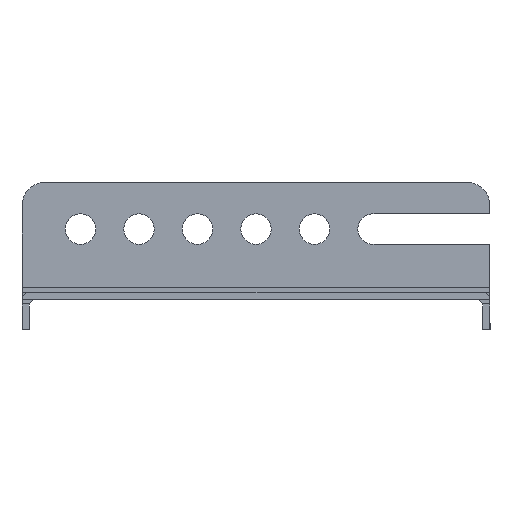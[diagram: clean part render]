
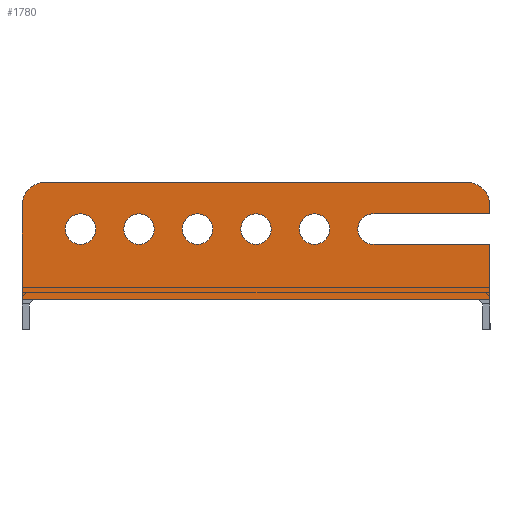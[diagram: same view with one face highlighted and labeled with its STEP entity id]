
A CAD part, left-side view. The second image highlights one B-rep face of the part: STEP entity #1780.
In plain terms, the highlighted planar face has unit normal (-1, 0, 0).
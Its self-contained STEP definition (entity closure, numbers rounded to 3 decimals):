
#26 = FACE_BOUND ( 'NONE', #1417, .T. ) ;
#51 = DIRECTION ( 'NONE',  ( 0., 0., -1. ) ) ;
#59 = CARTESIAN_POINT ( 'NONE',  ( -453., 12.5, 13.5 ) ) ;
#60 = VERTEX_POINT ( 'NONE', #1030 ) ;
#61 = CARTESIAN_POINT ( 'NONE',  ( -453., -50., 1. ) ) ;
#64 = EDGE_LOOP ( 'NONE', ( #602 ) ) ;
#89 = ORIENTED_EDGE ( 'NONE', *, *, #1434, .T. ) ;
#90 = EDGE_LOOP ( 'NONE', ( #253 ) ) ;
#94 = EDGE_CURVE ( 'NONE', #842, #60, #623, .T. ) ;
#105 = VERTEX_POINT ( 'NONE', #1759 ) ;
#119 = CARTESIAN_POINT ( 'NONE',  ( -453., 50., 0. ) ) ;
#146 = EDGE_LOOP ( 'NONE', ( #1188, #701, #953, #432, #660, #1381, #1016, #292, #1818, #1509, #414, #1641 ) ) ;
#164 = CIRCLE ( 'NONE', #1844, 5. ) ;
#169 = DIRECTION ( 'NONE',  ( 1., 0., 0. ) ) ;
#179 = CARTESIAN_POINT ( 'NONE',  ( -453., 0., 13.5 ) ) ;
#182 = VERTEX_POINT ( 'NONE', #1081 ) ;
#199 = VERTEX_POINT ( 'NONE', #896 ) ;
#209 = AXIS2_PLACEMENT_3D ( 'NONE', #1686, #696, #1555 ) ;
#210 = CARTESIAN_POINT ( 'NONE',  ( -453., -12.5, 10.25 ) ) ;
#222 = LINE ( 'NONE', #606, #1301 ) ;
#241 = CIRCLE ( 'NONE', #1229, 3.25 ) ;
#253 = ORIENTED_EDGE ( 'NONE', *, *, #1384, .T. ) ;
#283 = CARTESIAN_POINT ( 'NONE',  ( -453., -53.536, -1.5 ) ) ;
#292 = ORIENTED_EDGE ( 'NONE', *, *, #763, .F. ) ;
#312 = DIRECTION ( 'NONE',  ( 0., -1., 0. ) ) ;
#350 = FACE_OUTER_BOUND ( 'NONE', #146, .T. ) ;
#356 = CARTESIAN_POINT ( 'NONE',  ( -453., -50., -1.5 ) ) ;
#396 = DIRECTION ( 'NONE',  ( 0., 0., 1. ) ) ;
#399 = FACE_BOUND ( 'NONE', #1591, .T. ) ;
#404 = EDGE_CURVE ( 'NONE', #1282, #906, #830, .T. ) ;
#405 = VECTOR ( 'NONE', #1040, 1000. ) ;
#406 = AXIS2_PLACEMENT_3D ( 'NONE', #410, #844, #1838 ) ;
#410 = CARTESIAN_POINT ( 'NONE',  ( -453., 25., 13.5 ) ) ;
#414 = ORIENTED_EDGE ( 'NONE', *, *, #404, .T. ) ;
#417 = DIRECTION ( 'NONE',  ( -1., 0., 0. ) ) ;
#418 = VERTEX_POINT ( 'NONE', #1073 ) ;
#420 = CIRCLE ( 'NONE', #1699, 3.25 ) ;
#432 = ORIENTED_EDGE ( 'NONE', *, *, #861, .T. ) ;
#441 = CARTESIAN_POINT ( 'NONE',  ( -453., 0., 0. ) ) ;
#464 = VECTOR ( 'NONE', #1488, 1000. ) ;
#468 = DIRECTION ( 'NONE',  ( 0., 0., -1. ) ) ;
#518 = VERTEX_POINT ( 'NONE', #547 ) ;
#547 = CARTESIAN_POINT ( 'NONE',  ( -453., 50., 18.5 ) ) ;
#554 = AXIS2_PLACEMENT_3D ( 'NONE', #716, #417, #709 ) ;
#578 = DIRECTION ( 'NONE',  ( 0., 0., 1. ) ) ;
#581 = DIRECTION ( 'NONE',  ( 1., 0., 0. ) ) ;
#599 = DIRECTION ( 'NONE',  ( 0., 1., 0. ) ) ;
#602 = ORIENTED_EDGE ( 'NONE', *, *, #1723, .T. ) ;
#606 = CARTESIAN_POINT ( 'NONE',  ( -453., -50., 16.75 ) ) ;
#615 = CARTESIAN_POINT ( 'NONE',  ( -453., -50., 16.75 ) ) ;
#623 = LINE ( 'NONE', #924, #405 ) ;
#624 = CARTESIAN_POINT ( 'NONE',  ( -453., -45., 18.5 ) ) ;
#657 = EDGE_CURVE ( 'NONE', #60, #518, #950, .T. ) ;
#660 = ORIENTED_EDGE ( 'NONE', *, *, #94, .T. ) ;
#661 = DIRECTION ( 'NONE',  ( 1., 0., 0. ) ) ;
#667 = FACE_BOUND ( 'NONE', #1503, .T. ) ;
#696 = DIRECTION ( 'NONE',  ( 1., 0., 0. ) ) ;
#701 = ORIENTED_EDGE ( 'NONE', *, *, #824, .T. ) ;
#709 = DIRECTION ( 'NONE',  ( 0., 0., -1. ) ) ;
#714 = EDGE_CURVE ( 'NONE', #1507, #1575, #1412, .T. ) ;
#716 = CARTESIAN_POINT ( 'NONE',  ( -453., 45., 18.5 ) ) ;
#732 = FACE_BOUND ( 'NONE', #64, .T. ) ;
#763 = EDGE_CURVE ( 'NONE', #1575, #1326, #1099, .T. ) ;
#778 = AXIS2_PLACEMENT_3D ( 'NONE', #59, #1079, #51 ) ;
#824 = EDGE_CURVE ( 'NONE', #1422, #1416, #222, .T. ) ;
#825 = VECTOR ( 'NONE', #1682, 1000. ) ;
#830 = LINE ( 'NONE', #1104, #1433 ) ;
#832 = DIRECTION ( 'NONE',  ( 0., 0., 1. ) ) ;
#842 = VERTEX_POINT ( 'NONE', #893 ) ;
#844 = DIRECTION ( 'NONE',  ( 1., 0., 0. ) ) ;
#850 = EDGE_CURVE ( 'NONE', #906, #199, #897, .T. ) ;
#853 = VECTOR ( 'NONE', #599, 1000. ) ;
#861 = EDGE_CURVE ( 'NONE', #105, #842, #164, .T. ) ;
#893 = CARTESIAN_POINT ( 'NONE',  ( -453., -45., 23.5 ) ) ;
#896 = CARTESIAN_POINT ( 'NONE',  ( -453., -25., 10.25 ) ) ;
#897 = LINE ( 'NONE', #1173, #464 ) ;
#906 = VERTEX_POINT ( 'NONE', #1191 ) ;
#924 = CARTESIAN_POINT ( 'NONE',  ( -453., 0., 23.5 ) ) ;
#950 = CIRCLE ( 'NONE', #554, 5. ) ;
#953 = ORIENTED_EDGE ( 'NONE', *, *, #1063, .T. ) ;
#962 = CARTESIAN_POINT ( 'NONE',  ( -453., 50., -1.5 ) ) ;
#1002 = VERTEX_POINT ( 'NONE', #1371 ) ;
#1016 = ORIENTED_EDGE ( 'NONE', *, *, #1634, .T. ) ;
#1017 = CARTESIAN_POINT ( 'NONE',  ( -453., 50., 1. ) ) ;
#1030 = CARTESIAN_POINT ( 'NONE',  ( -453., 45., 23.5 ) ) ;
#1040 = DIRECTION ( 'NONE',  ( 0., 1., 0. ) ) ;
#1044 = DIRECTION ( 'NONE',  ( -1., 0., 0. ) ) ;
#1063 = EDGE_CURVE ( 'NONE', #1416, #105, #1235, .T. ) ;
#1066 = DIRECTION ( 'NONE',  ( 0., 0., -1. ) ) ;
#1073 = CARTESIAN_POINT ( 'NONE',  ( -453., 25., 10.25 ) ) ;
#1079 = DIRECTION ( 'NONE',  ( 1., 0., 0. ) ) ;
#1081 = CARTESIAN_POINT ( 'NONE',  ( -453., 0., 10.25 ) ) ;
#1090 = DIRECTION ( 'NONE',  ( 0., 0., 1. ) ) ;
#1091 = EDGE_CURVE ( 'NONE', #1847, #1847, #1695, .T. ) ;
#1095 = FACE_BOUND ( 'NONE', #90, .T. ) ;
#1099 = LINE ( 'NONE', #1454, #1675 ) ;
#1104 = CARTESIAN_POINT ( 'NONE',  ( -453., -50., 0. ) ) ;
#1152 = DIRECTION ( 'NONE',  ( 1., 0., 0. ) ) ;
#1153 = LINE ( 'NONE', #119, #825 ) ;
#1168 = EDGE_CURVE ( 'NONE', #418, #418, #1257, .T. ) ;
#1173 = CARTESIAN_POINT ( 'NONE',  ( -453., -50., 10.25 ) ) ;
#1175 = DIRECTION ( 'NONE',  ( 0., 0., -1. ) ) ;
#1181 = VECTOR ( 'NONE', #1090, 1000. ) ;
#1188 = ORIENTED_EDGE ( 'NONE', *, *, #1556, .T. ) ;
#1191 = CARTESIAN_POINT ( 'NONE',  ( -453., -50., 10.25 ) ) ;
#1229 = AXIS2_PLACEMENT_3D ( 'NONE', #1379, #661, #396 ) ;
#1235 = LINE ( 'NONE', #1249, #1181 ) ;
#1240 = ORIENTED_EDGE ( 'NONE', *, *, #1091, .T. ) ;
#1249 = CARTESIAN_POINT ( 'NONE',  ( -453., -50., 0. ) ) ;
#1257 = CIRCLE ( 'NONE', #406, 3.25 ) ;
#1282 = VERTEX_POINT ( 'NONE', #1572 ) ;
#1299 = DIRECTION ( 'NONE',  ( 0., 0., -1. ) ) ;
#1301 = VECTOR ( 'NONE', #312, 1000. ) ;
#1305 = PLANE ( 'NONE',  #1474 ) ;
#1326 = VERTEX_POINT ( 'NONE', #1017 ) ;
#1371 = CARTESIAN_POINT ( 'NONE',  ( -453., 12.5, 10.25 ) ) ;
#1379 = CARTESIAN_POINT ( 'NONE',  ( -453., -25., 13.5 ) ) ;
#1381 = ORIENTED_EDGE ( 'NONE', *, *, #657, .T. ) ;
#1384 = EDGE_CURVE ( 'NONE', #182, #182, #1450, .T. ) ;
#1407 = LINE ( 'NONE', #61, #1470 ) ;
#1412 = LINE ( 'NONE', #283, #853 ) ;
#1416 = VERTEX_POINT ( 'NONE', #615 ) ;
#1417 = EDGE_LOOP ( 'NONE', ( #1752 ) ) ;
#1422 = VERTEX_POINT ( 'NONE', #1750 ) ;
#1433 = VECTOR ( 'NONE', #832, 1000. ) ;
#1434 = EDGE_CURVE ( 'NONE', #1002, #1002, #1584, .T. ) ;
#1445 = CARTESIAN_POINT ( 'NONE',  ( -453., -12.5, 13.5 ) ) ;
#1450 = CIRCLE ( 'NONE', #1545, 3.25 ) ;
#1454 = CARTESIAN_POINT ( 'NONE',  ( -453., 50., 1. ) ) ;
#1470 = VECTOR ( 'NONE', #1066, 1000. ) ;
#1474 = AXIS2_PLACEMENT_3D ( 'NONE', #441, #581, #1576 ) ;
#1488 = DIRECTION ( 'NONE',  ( 0., 1., 0. ) ) ;
#1503 = EDGE_LOOP ( 'NONE', ( #89 ) ) ;
#1507 = VERTEX_POINT ( 'NONE', #356 ) ;
#1509 = ORIENTED_EDGE ( 'NONE', *, *, #1803, .F. ) ;
#1545 = AXIS2_PLACEMENT_3D ( 'NONE', #179, #169, #1175 ) ;
#1555 = DIRECTION ( 'NONE',  ( 0., 0., -1. ) ) ;
#1556 = EDGE_CURVE ( 'NONE', #199, #1422, #241, .T. ) ;
#1572 = CARTESIAN_POINT ( 'NONE',  ( -453., -50., 1. ) ) ;
#1575 = VERTEX_POINT ( 'NONE', #962 ) ;
#1576 = DIRECTION ( 'NONE',  ( 0., 0., -1. ) ) ;
#1584 = CIRCLE ( 'NONE', #778, 3.25 ) ;
#1591 = EDGE_LOOP ( 'NONE', ( #1240 ) ) ;
#1630 = CARTESIAN_POINT ( 'NONE',  ( -453., 37.5, 10.25 ) ) ;
#1634 = EDGE_CURVE ( 'NONE', #518, #1326, #1153, .T. ) ;
#1641 = ORIENTED_EDGE ( 'NONE', *, *, #850, .T. ) ;
#1668 = VERTEX_POINT ( 'NONE', #210 ) ;
#1675 = VECTOR ( 'NONE', #578, 1000. ) ;
#1682 = DIRECTION ( 'NONE',  ( 0., 0., -1. ) ) ;
#1686 = CARTESIAN_POINT ( 'NONE',  ( -453., 37.5, 13.5 ) ) ;
#1695 = CIRCLE ( 'NONE', #209, 3.25 ) ;
#1699 = AXIS2_PLACEMENT_3D ( 'NONE', #1445, #1152, #1299 ) ;
#1723 = EDGE_CURVE ( 'NONE', #1668, #1668, #420, .T. ) ;
#1750 = CARTESIAN_POINT ( 'NONE',  ( -453., -25., 16.75 ) ) ;
#1752 = ORIENTED_EDGE ( 'NONE', *, *, #1168, .T. ) ;
#1759 = CARTESIAN_POINT ( 'NONE',  ( -453., -50., 18.5 ) ) ;
#1780 = ADVANCED_FACE ( 'NONE', ( #732, #1095, #667, #399, #26, #350 ), #1305, .F. ) ;
#1803 = EDGE_CURVE ( 'NONE', #1282, #1507, #1407, .T. ) ;
#1818 = ORIENTED_EDGE ( 'NONE', *, *, #714, .F. ) ;
#1838 = DIRECTION ( 'NONE',  ( 0., 0., -1. ) ) ;
#1844 = AXIS2_PLACEMENT_3D ( 'NONE', #624, #1044, #468 ) ;
#1847 = VERTEX_POINT ( 'NONE', #1630 ) ;
